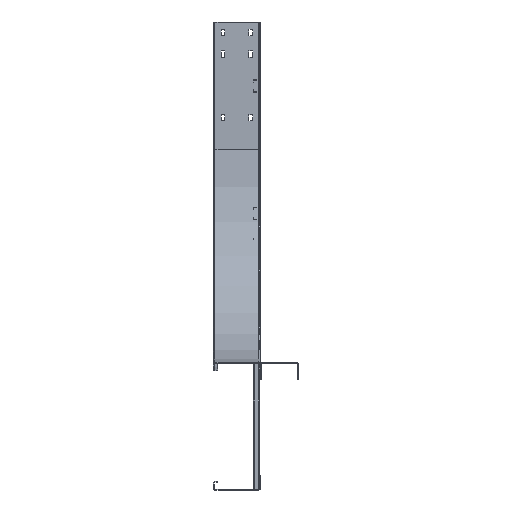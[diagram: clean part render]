
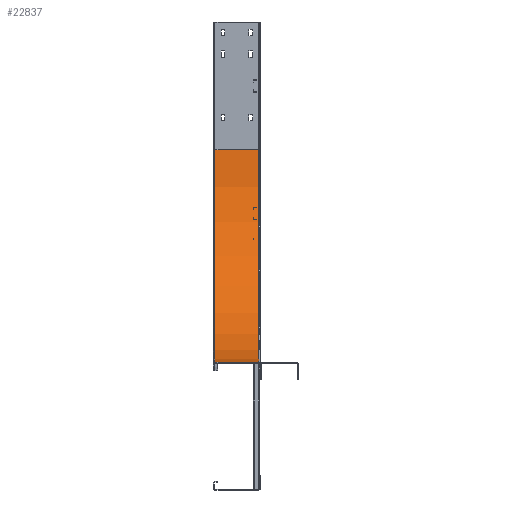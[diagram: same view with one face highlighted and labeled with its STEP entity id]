
A CAD part, left-side view. The second image highlights one B-rep face of the part: STEP entity #22837.
In plain terms, the highlighted cylindrical face has radius 500 mm (diameter 1000 mm), a partial arc.
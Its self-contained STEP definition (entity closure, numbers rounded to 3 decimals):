
#19949=CARTESIAN_POINT('',(-300.,3.5,500.));
#19950=DIRECTION('',(0.,1.,0.));
#19951=DIRECTION('',(0.,0.,-1.));
#19952=AXIS2_PLACEMENT_3D('',#19949,#19950,#19951);
#20562=DIRECTION('',(0.,1.,0.));
#20563=VECTOR('',#20562,103.);
#20564=CARTESIAN_POINT('',(-300.,3.5,0.));
#20565=LINE('',#20564,#20563);
#20566=DIRECTION('',(0.,-1.,0.));
#20567=VECTOR('',#20566,103.);
#20568=CARTESIAN_POINT('',(-800.,106.5,500.));
#20569=LINE('',#20568,#20567);
#20575=CARTESIAN_POINT('',(-300.,106.5,500.));
#20576=DIRECTION('',(0.,-1.,0.));
#20577=DIRECTION('',(-1.,0.,0.));
#20578=AXIS2_PLACEMENT_3D('',#20575,#20576,#20577);
#21195=CARTESIAN_POINT('',(-800.,3.5,500.));
#21197=VERTEX_POINT('',#21195);
#21299=CARTESIAN_POINT('',(-800.,106.5,500.));
#21300=VERTEX_POINT('',#21299);
#21452=CARTESIAN_POINT('',(-300.,3.5,0.));
#21454=VERTEX_POINT('',#21452);
#21455=CARTESIAN_POINT('',(-300.,106.5,0.));
#21456=VERTEX_POINT('',#21455);
#22825=CARTESIAN_POINT('',(-300.,0.,500.));
#22826=DIRECTION('',(0.,1.,0.));
#22827=DIRECTION('',(0.,0.,1.));
#22828=AXIS2_PLACEMENT_3D('',#22825,#22826,#22827);
#22829=CYLINDRICAL_SURFACE('',#22828,500.);
#22830=ORIENTED_EDGE('',*,*,#22198,.F.);
#22831=ORIENTED_EDGE('',*,*,#22334,.T.);
#22832=ORIENTED_EDGE('',*,*,#22716,.F.);
#22834=ORIENTED_EDGE('',*,*,#22833,.T.);
#22835=EDGE_LOOP('',(#22830,#22831,#22832,#22834));
#22836=FACE_OUTER_BOUND('',#22835,.F.);
#22837=ADVANCED_FACE('',(#22836),#22829,.F.);
#19953=CIRCLE('',#19952,500.);
#20579=CIRCLE('',#20578,500.);
#22198=EDGE_CURVE('',#21454,#21456,#20565,.T.);
#22334=EDGE_CURVE('',#21454,#21197,#19953,.T.);
#22716=EDGE_CURVE('',#21300,#21197,#20569,.T.);
#22833=EDGE_CURVE('',#21300,#21456,#20579,.T.);
